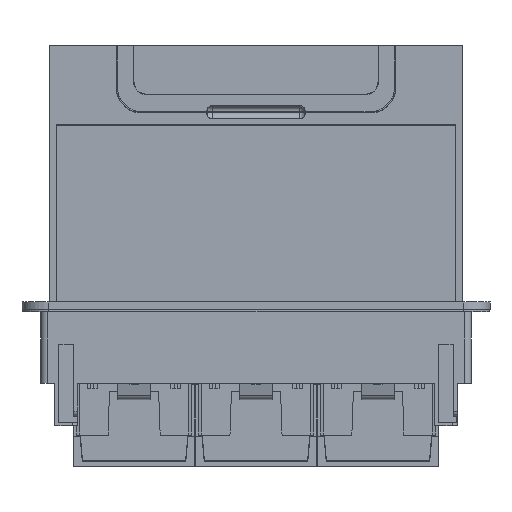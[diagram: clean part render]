
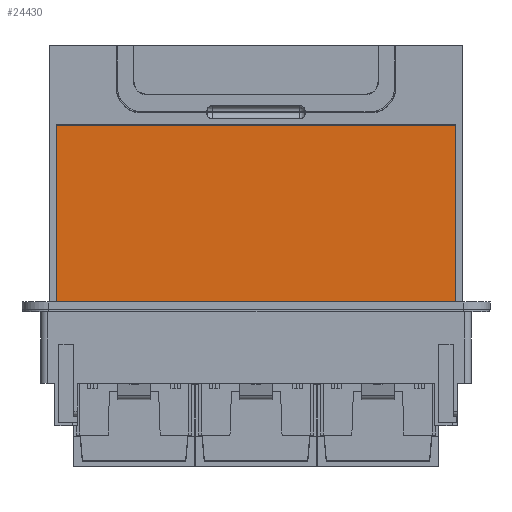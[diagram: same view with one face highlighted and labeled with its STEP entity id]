
A CAD part, front view. The second image highlights one B-rep face of the part: STEP entity #24430.
In plain terms, the highlighted face is planar.
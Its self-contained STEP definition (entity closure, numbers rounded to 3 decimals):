
#23397=CARTESIAN_POINT('Vertex',(-81.474,122.,5.1)) ;
#23400=CARTESIAN_POINT('Line Origine',(-22.77,122.,5.1)) ;
#23404=CARTESIAN_POINT('Vertex',(35.933,122.,5.1)) ;
#23460=CARTESIAN_POINT('Vertex',(35.933,-122.,5.1)) ;
#23463=CARTESIAN_POINT('Line Origine',(-22.77,-122.,5.1)) ;
#23467=CARTESIAN_POINT('Vertex',(-81.474,-122.,5.1)) ;
#23488=CARTESIAN_POINT('Line Origine',(-81.474,0.,5.1)) ;
#24414=CARTESIAN_POINT('Axis2P3D Location',(73.933,0.,5.1)) ;
#24419=CARTESIAN_POINT('Line Origine',(35.933,0.,5.1)) ;
#23401=DIRECTION('Vector Direction',(-1.,0.,0.)) ;
#23464=DIRECTION('Vector Direction',(-1.,0.,0.)) ;
#23489=DIRECTION('Vector Direction',(0.,-1.,0.)) ;
#24415=DIRECTION('Axis2P3D Direction',(0.,0.,1.)) ;
#24416=DIRECTION('Axis2P3D XDirection',(-1.,0.,0.)) ;
#24420=DIRECTION('Vector Direction',(0.,-1.,0.)) ;
#24417=AXIS2_PLACEMENT_3D('Plane Axis2P3D',#24414,#24415,#24416) ;
#24425=ORIENTED_EDGE('',*,*,#23469,.F.) ;
#24426=ORIENTED_EDGE('',*,*,#24423,.F.) ;
#24427=ORIENTED_EDGE('',*,*,#23406,.T.) ;
#24428=ORIENTED_EDGE('',*,*,#23492,.T.) ;
#23402=VECTOR('Line Direction',#23401,1.) ;
#23465=VECTOR('Line Direction',#23464,1.) ;
#23490=VECTOR('Line Direction',#23489,1.) ;
#24421=VECTOR('Line Direction',#24420,1.) ;
#24430=ADVANCED_FACE('Corps de pi\X2\00E8\X0\ce.3',(#24429),#24418,.T.) ;
#23406=EDGE_CURVE('',#23405,#23398,#23403,.T.) ;
#23469=EDGE_CURVE('',#23461,#23468,#23466,.T.) ;
#23492=EDGE_CURVE('',#23398,#23468,#23491,.T.) ;
#24423=EDGE_CURVE('',#23405,#23461,#24422,.T.) ;
#24424=EDGE_LOOP('',(#24425,#24426,#24427,#24428)) ;
#24429=FACE_OUTER_BOUND('',#24424,.T.) ;
#23403=LINE('Line',#23400,#23402) ;
#23466=LINE('Line',#23463,#23465) ;
#23491=LINE('Line',#23488,#23490) ;
#24422=LINE('Line',#24419,#24421) ;
#24418=PLANE('',#24417) ;
#23398=VERTEX_POINT('',#23397) ;
#23405=VERTEX_POINT('',#23404) ;
#23461=VERTEX_POINT('',#23460) ;
#23468=VERTEX_POINT('',#23467) ;
